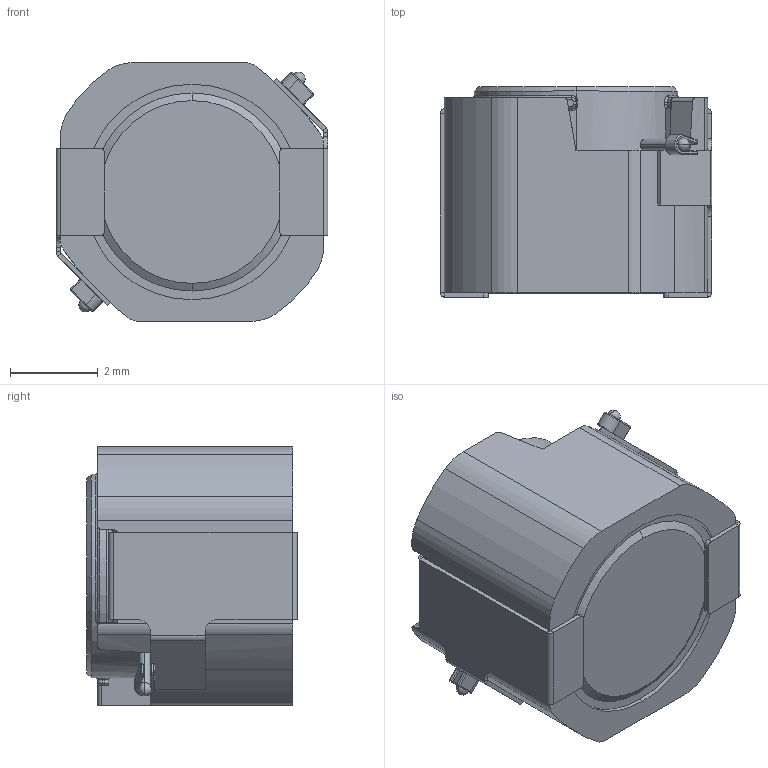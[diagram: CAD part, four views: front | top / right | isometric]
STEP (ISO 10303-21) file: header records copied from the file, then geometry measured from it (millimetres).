
FILE_DESCRIPTION (( 'STEP AP214' ), '1' );
FILE_NAME ('CLF6045T-150M-D.STEP', '2022-03-07T08:38:34', ( '' ), ( '' ), 'SwSTEP 2.0', 'SolidWorks 2017', '' );
FILE_SCHEMA (( 'AUTOMOTIVE_DESIGN' ));
Length unit declared in the file: millimetre
Products named in the file (1): CLF6045T-150M-D
Bounding box: 6.2 x 4.8 x 5.9 mm (x, y, z)
Volume: 139.6 mm3; surface area: 236.7 mm2
Topology: 10 solids, 10 shells, 315 faces, 769 edges, 465 vertices
Faces by surface type: plane 125, cylinder 120, sphere 28, bspline 22, torus 16, cone 4
Entity records: 10136 total; most frequent: CARTESIAN_POINT 2895, ORIENTED_EDGE 1494, DIRECTION 1492, EDGE_CURVE 747, AXIS2_PLACEMENT_3D 560, VERTEX_POINT 455, VECTOR 372, LINE 372
